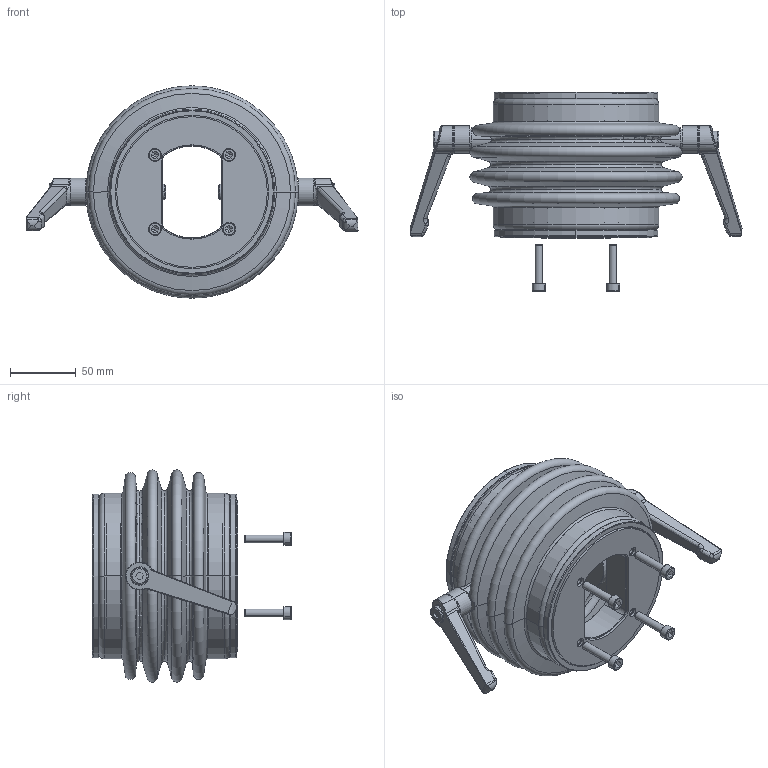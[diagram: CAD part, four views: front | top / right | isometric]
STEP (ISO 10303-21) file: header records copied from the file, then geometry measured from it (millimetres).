
FILE_DESCRIPTION (( 'STEP AP214' ), '1' );
FILE_NAME ('49478000.STEP', '2009-01-08T12:00:48', ( ' ' ), ( '' ), 'SwSTEP 2.0', 'SolidWorks 2008', '' );
FILE_SCHEMA (( 'AUTOMOTIVE_DESIGN' ));
Length unit declared in the file: millimetre
Products named in the file (13): 84015_Standard; 82020_Standard; 52145_Standard; 94169_Standard; 95015_Standard; 93340_Standard; 94170_Standard; 84014_Standard; 49478000; 93126_Standard; 83079_Standard; 94225_Standard; 94226_Standard
Assembly tree (29 placements, depth 3):
  49478000
    83079_Standard  x2
    94170_Standard
    94225_Standard  x2
    93340_Standard  x8
    93126_Standard  x2
    95015_Standard  x2
    94169_Standard  x2
    84015_Standard
    52145_Standard
      93340_Standard  x4
      82020_Standard
    94226_Standard  x2
    84014_Standard
Bounding box: 253.43 x 152 x 161.99 mm (x, y, z)
Volume: 812314.1 mm3; surface area: 338930.7 mm2
Topology: 28 solids, 28 shells, 1066 faces, 2325 edges, 1342 vertices
Faces by surface type: cylinder 313, plane 305, torus 244, cone 96, bspline 92, sphere 16
Entity records: 20606 total; most frequent: CARTESIAN_POINT 6763, DIRECTION 2954, ORIENTED_EDGE 2640, EDGE_CURVE 1320, AXIS2_PLACEMENT_3D 1298, VERTEX_POINT 781, CIRCLE 748, EDGE_LOOP 669
